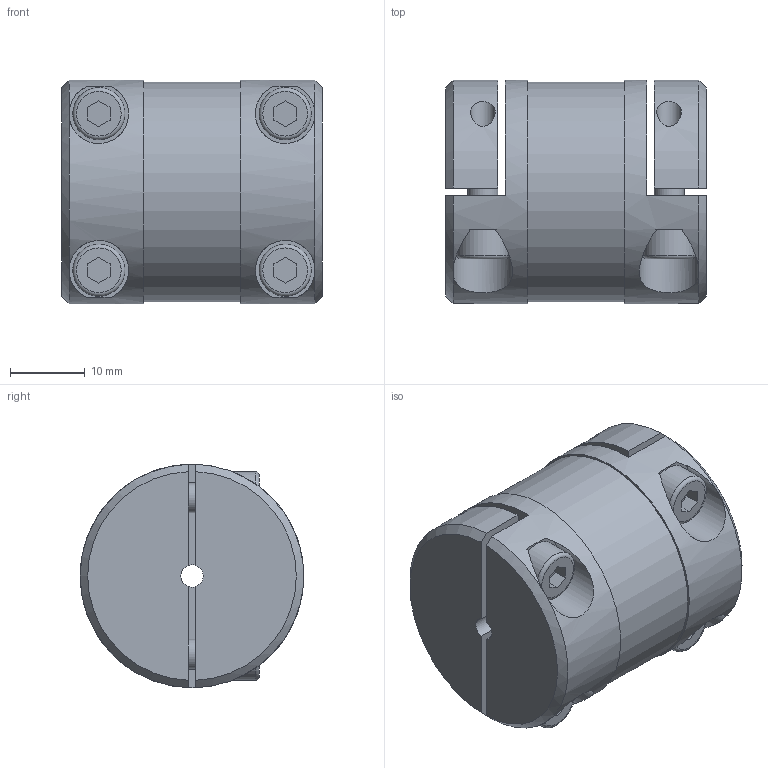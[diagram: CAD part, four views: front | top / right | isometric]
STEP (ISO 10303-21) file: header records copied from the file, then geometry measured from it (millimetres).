
FILE_DESCRIPTION( ( 'STEP AP203' ), '1' );
FILE_NAME( 'el_k_rnh_360551403Isometric_1.stp', '2018-12-11T12:00:57', ( '' ), ( '' ), ' ', 'PARTsolutions', ' ' );
FILE_SCHEMA( ( 'CONFIG_CONTROL_DESIGN' ) );
Length unit declared in the file: millimetre
Products named in the file (4): el_k_rnh_360551403; _k_rnh_360551403; _hsch_rnh_360551403; _zschr_rnh_60551403
Assembly tree (7 placements, depth 2):
  el_k_rnh_360551403
    _k_rnh_360551403
    _hsch_rnh_360551403  x2
    _zschr_rnh_60551403  x4
Bounding box: 35 x 30 x 30 mm (x, y, z)
Volume: 22341 mm3; surface area: 9000.7 mm2
Topology: 7 solids, 7 shells, 102 faces, 230 edges, 150 vertices
Faces by surface type: plane 62, cylinder 28, cone 8, torus 4
Full cylindrical faces by diameter (mm): 3 x1, 3.3 x4, 4 x4, 4.5 x4, 7 x4, 29.5 x1, 30 x2
Entity records: 1911 total; most frequent: CARTESIAN_POINT 600, DIRECTION 250, ORIENTED_EDGE 210, EDGE_CURVE 105, AXIS2_PLACEMENT_3D 102, EDGE_LOOP 81, VERTEX_POINT 76, FACE_OUTER_BOUND 64
